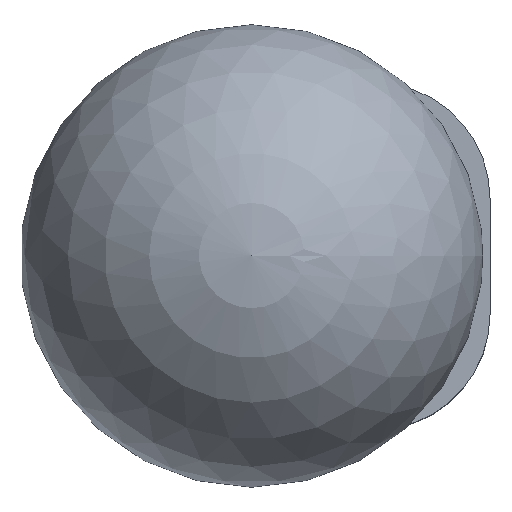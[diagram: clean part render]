
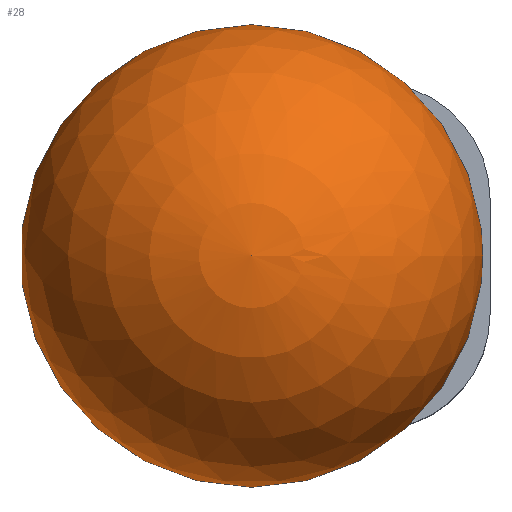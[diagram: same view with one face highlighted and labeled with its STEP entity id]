
A CAD part, top view. The second image highlights one B-rep face of the part: STEP entity #28.
In plain terms, the highlighted spherical face has radius 10 mm.
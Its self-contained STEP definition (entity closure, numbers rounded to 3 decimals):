
#28 = ADVANCED_FACE('',(#29),#42,.T.);
#29 = FACE_BOUND('',#30,.T.);
#30 = EDGE_LOOP('',(#31,#87,#111));
#31 = ORIENTED_EDGE('',*,*,#32,.F.);
#32 = EDGE_CURVE('',#33,#33,#35,.T.);
#33 = VERTEX_POINT('',#34);
#34 = CARTESIAN_POINT('',(7.5,0.,6.614));
#35 = SURFACE_CURVE('',#36,(#41,#53),.PCURVE_S1.);
#36 = CIRCLE('',#37,7.5);
#37 = AXIS2_PLACEMENT_3D('',#38,#39,#40);
#38 = CARTESIAN_POINT('',(0.,0.,6.614));
#39 = DIRECTION('',(-0.,0.,1.));
#40 = DIRECTION('',(0.,-1.,0.));
#41 = PCURVE('',#42,#47);
#42 = SPHERICAL_SURFACE('',#43,10.);
#43 = AXIS2_PLACEMENT_3D('',#44,#45,#46);
#44 = CARTESIAN_POINT('',(0.,0.,0.));
#45 = DIRECTION('',(0.,0.,1.));
#46 = DIRECTION('',(1.,0.,0.));
#47 = DEFINITIONAL_REPRESENTATION('',(#48),#52);
#48 = LINE('',#49,#50);
#49 = CARTESIAN_POINT('',(-1.571,0.723));
#50 = VECTOR('',#51,1.);
#51 = DIRECTION('',(1.,0.));
#52 = ( GEOMETRIC_REPRESENTATION_CONTEXT(2) 
PARAMETRIC_REPRESENTATION_CONTEXT() REPRESENTATION_CONTEXT('2D SPACE',''
  ) );
#53 = PCURVE('',#54,#59);
#54 = CYLINDRICAL_SURFACE('',#55,7.5);
#55 = AXIS2_PLACEMENT_3D('',#56,#57,#58);
#56 = CARTESIAN_POINT('',(0.,0.,0.));
#57 = DIRECTION('',(0.,0.,1.));
#58 = DIRECTION('',(1.,0.,0.));
#59 = DEFINITIONAL_REPRESENTATION('',(#60),#86);
#60 = B_SPLINE_CURVE_WITH_KNOTS('',3,(#61,#62,#63,#64,#65,#66,#67,#68,
    #69,#70,#71,#72,#73,#74,#75,#76,#77,#78,#79,#80,#81,#82,#83,#84,#85)
  ,.UNSPECIFIED.,.F.,.F.,(4,1,1,1,1,1,1,1,1,1,1,1,1,1,1,1,1,1,1,1,1,1,4)
  ,(1.571,1.856,2.142,2.428,
    2.713,2.999,3.284,3.57,
    3.856,4.141,4.427,4.712,
    4.998,5.284,5.569,5.855,
    6.14,6.426,6.712,6.997,
    7.283,7.568,7.854),.QUASI_UNIFORM_KNOTS.);
#61 = CARTESIAN_POINT('',(0.,6.614));
#62 = CARTESIAN_POINT('',(0.095,6.614));
#63 = CARTESIAN_POINT('',(0.286,6.614));
#64 = CARTESIAN_POINT('',(0.571,6.614));
#65 = CARTESIAN_POINT('',(0.857,6.614));
#66 = CARTESIAN_POINT('',(1.142,6.614));
#67 = CARTESIAN_POINT('',(1.428,6.614));
#68 = CARTESIAN_POINT('',(1.714,6.614));
#69 = CARTESIAN_POINT('',(1.999,6.614));
#70 = CARTESIAN_POINT('',(2.285,6.614));
#71 = CARTESIAN_POINT('',(2.57,6.614));
#72 = CARTESIAN_POINT('',(2.856,6.614));
#73 = CARTESIAN_POINT('',(3.142,6.614));
#74 = CARTESIAN_POINT('',(3.427,6.614));
#75 = CARTESIAN_POINT('',(3.713,6.614));
#76 = CARTESIAN_POINT('',(3.998,6.614));
#77 = CARTESIAN_POINT('',(4.284,6.614));
#78 = CARTESIAN_POINT('',(4.57,6.614));
#79 = CARTESIAN_POINT('',(4.855,6.614));
#80 = CARTESIAN_POINT('',(5.141,6.614));
#81 = CARTESIAN_POINT('',(5.426,6.614));
#82 = CARTESIAN_POINT('',(5.712,6.614));
#83 = CARTESIAN_POINT('',(5.998,6.614));
#84 = CARTESIAN_POINT('',(6.188,6.614));
#85 = CARTESIAN_POINT('',(6.283,6.614));
#86 = ( GEOMETRIC_REPRESENTATION_CONTEXT(2) 
PARAMETRIC_REPRESENTATION_CONTEXT() REPRESENTATION_CONTEXT('2D SPACE',''
  ) );
#87 = ORIENTED_EDGE('',*,*,#88,.F.);
#88 = EDGE_CURVE('',#89,#33,#91,.T.);
#89 = VERTEX_POINT('',#90);
#90 = CARTESIAN_POINT('',(0.,0.,-10.));
#91 = SEAM_CURVE('',#92,(#97,#104),.PCURVE_S1.);
#92 = CIRCLE('',#93,10.);
#93 = AXIS2_PLACEMENT_3D('',#94,#95,#96);
#94 = CARTESIAN_POINT('',(0.,0.,0.));
#95 = DIRECTION('',(0.,-1.,0.));
#96 = DIRECTION('',(1.,0.,0.));
#97 = PCURVE('',#42,#98);
#98 = DEFINITIONAL_REPRESENTATION('',(#99),#103);
#99 = LINE('',#100,#101);
#100 = CARTESIAN_POINT('',(6.283,-6.283));
#101 = VECTOR('',#102,1.);
#102 = DIRECTION('',(0.,1.));
#103 = ( GEOMETRIC_REPRESENTATION_CONTEXT(2) 
PARAMETRIC_REPRESENTATION_CONTEXT() REPRESENTATION_CONTEXT('2D SPACE',''
  ) );
#104 = PCURVE('',#42,#105);
#105 = DEFINITIONAL_REPRESENTATION('',(#106),#110);
#106 = LINE('',#107,#108);
#107 = CARTESIAN_POINT('',(0.,-6.283));
#108 = VECTOR('',#109,1.);
#109 = DIRECTION('',(0.,1.));
#110 = ( GEOMETRIC_REPRESENTATION_CONTEXT(2) 
PARAMETRIC_REPRESENTATION_CONTEXT() REPRESENTATION_CONTEXT('2D SPACE',''
  ) );
#111 = ORIENTED_EDGE('',*,*,#88,.T.);
